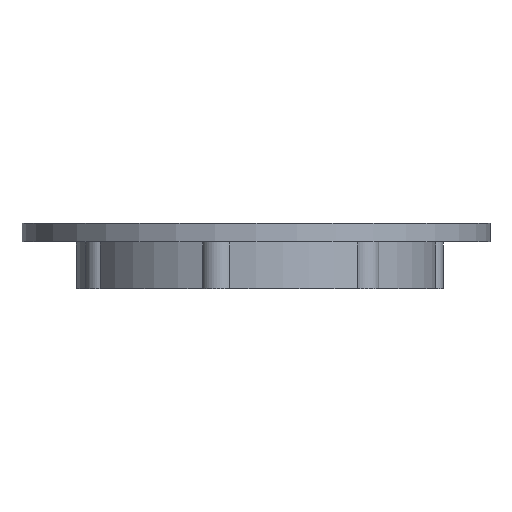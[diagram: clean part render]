
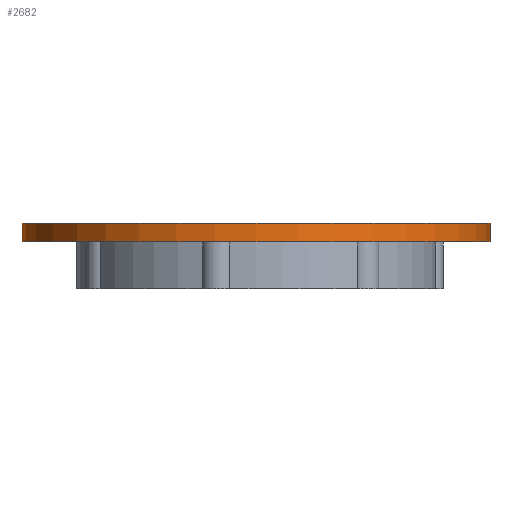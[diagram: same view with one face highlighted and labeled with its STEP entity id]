
A CAD part, front view. The second image highlights one B-rep face of the part: STEP entity #2682.
In plain terms, the highlighted cylindrical face has radius 50 mm (diameter 100 mm), a full revolution.
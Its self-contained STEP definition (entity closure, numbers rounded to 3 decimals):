
#485=CYLINDRICAL_SURFACE('',#2894,50.);
#603=CIRCLE('',#2895,50.);
#604=CIRCLE('',#2896,50.);
#1000=ORIENTED_EDGE('',*,*,#1769,.F.);
#1001=ORIENTED_EDGE('',*,*,#1770,.T.);
#1769=EDGE_CURVE('',#2127,#2127,#603,.T.);
#1770=EDGE_CURVE('',#2128,#2128,#604,.T.);
#2127=VERTEX_POINT('',#4598);
#2128=VERTEX_POINT('',#4600);
#2311=EDGE_LOOP('',(#1000));
#2312=EDGE_LOOP('',(#1001));
#2487=FACE_BOUND('',#2311,.T.);
#2488=FACE_BOUND('',#2312,.T.);
#2682=ADVANCED_FACE('',(#2487,#2488),#485,.T.);
#2894=AXIS2_PLACEMENT_3D('',#4596,#3447,#3448);
#2895=AXIS2_PLACEMENT_3D('',#4597,#3449,#3450);
#2896=AXIS2_PLACEMENT_3D('',#4599,#3451,#3452);
#3447=DIRECTION('',(0.,0.,-1.));
#3448=DIRECTION('',(-1.,0.,0.));
#3449=DIRECTION('',(0.,0.,1.));
#3450=DIRECTION('',(1.,0.,0.));
#3451=DIRECTION('',(0.,0.,1.));
#3452=DIRECTION('',(1.,0.,0.));
#4596=CARTESIAN_POINT('',(0.,0.,4.));
#4597=CARTESIAN_POINT('',(0.,0.,4.));
#4598=CARTESIAN_POINT('',(50.,0.,4.));
#4599=CARTESIAN_POINT('',(0.,0.,0.));
#4600=CARTESIAN_POINT('',(50.,0.,0.));
